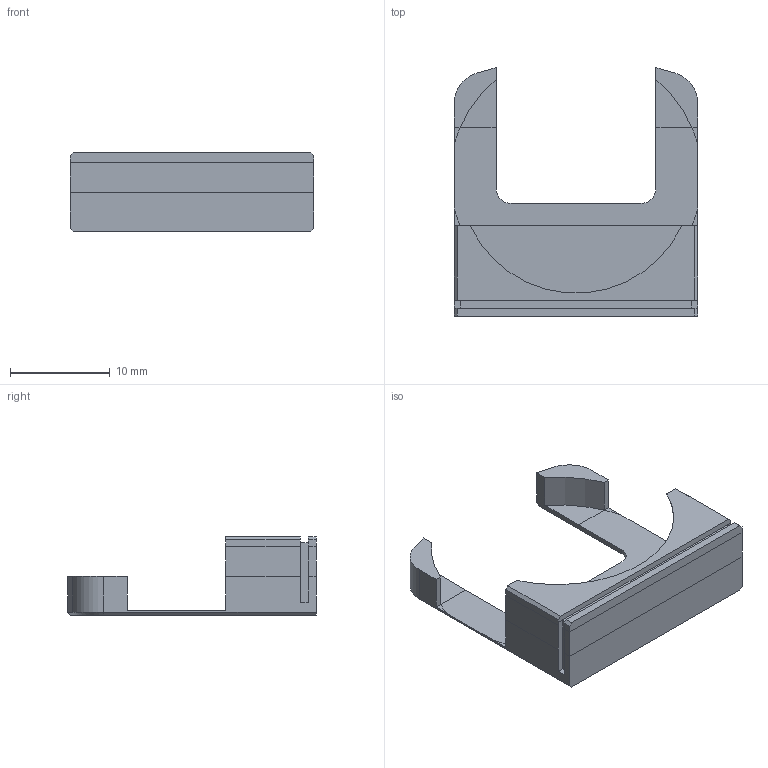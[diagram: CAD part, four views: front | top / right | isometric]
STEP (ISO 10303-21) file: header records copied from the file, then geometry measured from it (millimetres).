
FILE_DESCRIPTION(('FreeCAD Model'),'2;1');
FILE_NAME('Open CASCADE Shape Model','2024-08-16T16:22:56',('Author'),( ''),'Open CASCADE STEP processor 7.6','FreeCAD','Unknown');
FILE_SCHEMA(('AP242_MANAGED_MODEL_BASED_3D_ENGINEERING_MIM_LF. {1 0 10303 442 1 1 4 }'));
Length unit declared in the file: millimetre
Products named in the file (1): Тело001
Bounding box: 24.4 x 24.9 x 7.9 mm (x, y, z)
Volume: 950.6 mm3; surface area: 1545.8 mm2
Topology: 1 solids, 1 shells, 67 faces, 175 edges, 110 vertices
Faces by surface type: plane 55, cylinder 9, cone 3
Entity records: 2037 total; most frequent: CARTESIAN_POINT 353, ORIENTED_EDGE 350, DIRECTION 337, EDGE_CURVE 175, LINE 149, VECTOR 149, VERTEX_POINT 110, AXIS2_PLACEMENT_3D 94
